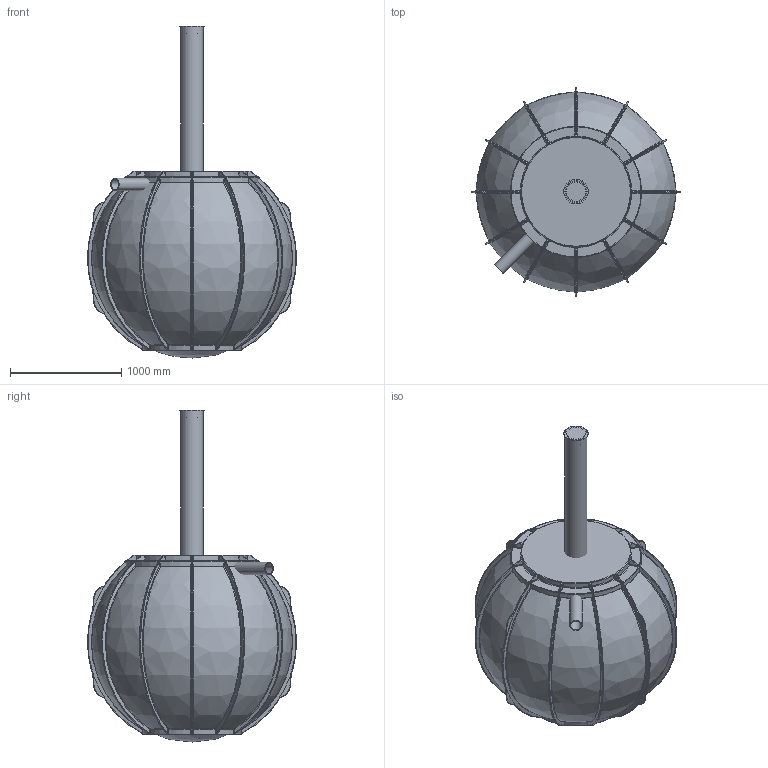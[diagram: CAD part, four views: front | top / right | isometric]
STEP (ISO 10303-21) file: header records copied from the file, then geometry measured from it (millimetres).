
FILE_DESCRIPTION(/* description */ ('Unknown'),/* implementation_level */ '2;1');
FILE_NAME(/* name */ 'Mahuti 3m3',/* time_stamp */ '2023-04-13T14:13:07+03:00',/* author */ ('Unknown'),/* organization */ ('Unknown'),/* preprocessor_version */ 'ST-DEVELOPER v18.1',/* originating_system */ 'Solid Edge',/* authorisation */ 'Unknown');
FILE_SCHEMA (('AUTOMOTIVE_DESIGN {1 0 10303 214 3 1 1}'));
Length unit declared in the file: millimetre
Products named in the file (5): Mahuti 3m3 Pallis; 2756.000 1800 Pall_var6_copy kasutamiseks; kaas200; RoundTubing 200x7.7_oa_0; RoundTubing 110x6.6_oa_1
Assembly tree (4 placements, depth 2):
  Mahuti 3m3 Pallis
    2756.000 1800 Pall_var6_copy kasutamiseks
    kaas200
    RoundTubing 200x7.7_oa_0
    RoundTubing 110x6.6_oa_1
Bounding box: 1880 x 1880 x 2985 mm (x, y, z)
Volume: 147054490.1 mm3; surface area: 24454423.7 mm2
Topology: 4 solids, 5 shells, 762 faces, 2021 edges, 1247 vertices
Faces by surface type: bspline 352, torus 126, plane 112, cone 80, cylinder 77, sphere 15
Full cylindrical faces by diameter (mm): 96.8 x1, 110 x1, 174 x1, 184 x1, 184.6 x1, 200 x1, 220 x1, 966 x1, 1156 x1
Entity records: 31238 total; most frequent: CARTESIAN_POINT 16022, ORIENTED_EDGE 3940, DIRECTION 2132, EDGE_CURVE 1970, B_SPLINE_CURVE_WITH_KNOTS 1281, VERTEX_POINT 1238, AXIS2_PLACEMENT_3D 1028, EDGE_LOOP 786
